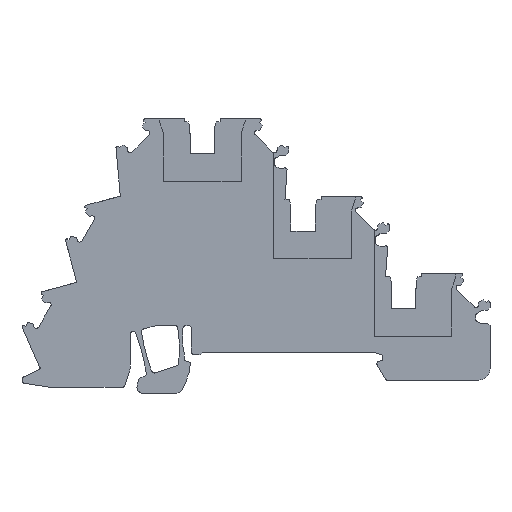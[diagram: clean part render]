
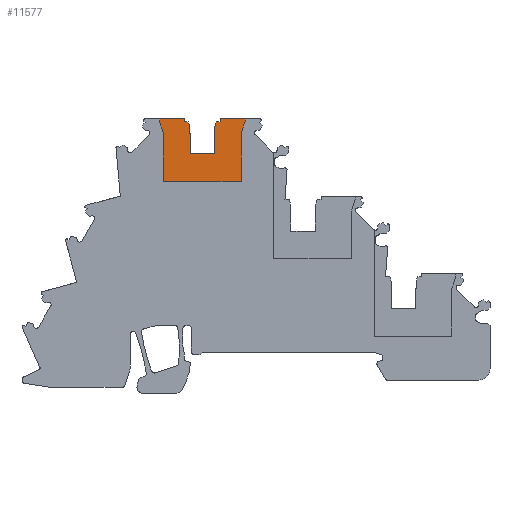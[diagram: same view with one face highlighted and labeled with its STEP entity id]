
A CAD part, left-side view. The second image highlights one B-rep face of the part: STEP entity #11577.
In plain terms, the highlighted planar face has unit normal (-1, 0, 0).
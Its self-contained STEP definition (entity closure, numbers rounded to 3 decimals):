
#11492=AXIS2_PLACEMENT_3D('Plane Axis2P3D',#11489,#11490,#11491) ;
#2435=CARTESIAN_POINT('Vertex',(0.525,58.,48.15)) ;
#2438=CARTESIAN_POINT('Line Origine',(0.525,55.825,48.15)) ;
#2442=CARTESIAN_POINT('Vertex',(0.525,53.65,48.15)) ;
#2487=CARTESIAN_POINT('Vertex',(0.525,53.65,47.6)) ;
#2497=CARTESIAN_POINT('Line Origine',(0.525,53.65,47.875)) ;
#2519=CARTESIAN_POINT('Vertex',(0.525,52.96,47.6)) ;
#2529=CARTESIAN_POINT('Line Origine',(0.525,53.305,47.6)) ;
#2553=CARTESIAN_POINT('Vertex',(0.525,52.7,46.8)) ;
#2561=CARTESIAN_POINT('Line Origine',(0.525,52.83,47.2)) ;
#2585=CARTESIAN_POINT('Vertex',(0.525,52.7,45.5)) ;
#2593=CARTESIAN_POINT('Line Origine',(0.525,52.7,46.15)) ;
#2617=CARTESIAN_POINT('Vertex',(0.525,52.65,45.5)) ;
#2625=CARTESIAN_POINT('Line Origine',(0.525,52.675,45.5)) ;
#2644=CARTESIAN_POINT('Vertex',(0.525,48.3,45.5)) ;
#2658=CARTESIAN_POINT('Vertex',(0.525,48.35,45.5)) ;
#2661=CARTESIAN_POINT('Line Origine',(0.525,48.325,45.5)) ;
#2685=CARTESIAN_POINT('Vertex',(0.525,48.3,46.8)) ;
#2700=CARTESIAN_POINT('Line Origine',(0.525,48.3,46.15)) ;
#2723=CARTESIAN_POINT('Vertex',(0.525,48.04,47.6)) ;
#2733=CARTESIAN_POINT('Line Origine',(0.525,48.17,47.2)) ;
#2751=CARTESIAN_POINT('Vertex',(0.525,47.35,47.6)) ;
#2761=CARTESIAN_POINT('Line Origine',(0.525,47.695,47.6)) ;
#2783=CARTESIAN_POINT('Vertex',(0.525,47.35,48.15)) ;
#2793=CARTESIAN_POINT('Line Origine',(0.525,47.35,47.875)) ;
#2813=CARTESIAN_POINT('Line Origine',(0.525,45.175,48.15)) ;
#2817=CARTESIAN_POINT('Vertex',(0.525,43.,48.15)) ;
#11473=CARTESIAN_POINT('Vertex',(0.525,58.,47.65)) ;
#11476=CARTESIAN_POINT('Line Origine',(0.525,58.,47.9)) ;
#11489=CARTESIAN_POINT('Axis2P3D Location',(0.525,36.4,6.7)) ;
#11494=CARTESIAN_POINT('Line Origine',(0.525,57.662,46.611)) ;
#11498=CARTESIAN_POINT('Vertex',(0.525,57.325,45.573)) ;
#11501=CARTESIAN_POINT('Line Origine',(0.525,57.325,41.361)) ;
#11505=CARTESIAN_POINT('Vertex',(0.525,57.325,37.15)) ;
#11508=CARTESIAN_POINT('Line Origine',(0.525,50.5,37.15)) ;
#11512=CARTESIAN_POINT('Vertex',(0.525,43.675,37.15)) ;
#11515=CARTESIAN_POINT('Line Origine',(0.525,43.675,41.361)) ;
#11519=CARTESIAN_POINT('Vertex',(0.525,43.675,45.573)) ;
#11522=CARTESIAN_POINT('Line Origine',(0.525,43.337,46.611)) ;
#11526=CARTESIAN_POINT('Vertex',(0.525,43.,47.65)) ;
#11529=CARTESIAN_POINT('Line Origine',(0.525,43.,47.9)) ;
#11534=CARTESIAN_POINT('Line Origine',(0.525,48.35,43.75)) ;
#11538=CARTESIAN_POINT('Vertex',(0.525,48.35,42.)) ;
#11541=CARTESIAN_POINT('Line Origine',(0.525,50.5,42.)) ;
#11545=CARTESIAN_POINT('Vertex',(0.525,52.65,42.)) ;
#11548=CARTESIAN_POINT('Line Origine',(0.525,52.65,43.75)) ;
#2439=DIRECTION('Vector Direction',(0.,1.,0.)) ;
#2498=DIRECTION('Vector Direction',(0.,0.,-1.)) ;
#2530=DIRECTION('Vector Direction',(0.,-1.,0.)) ;
#2562=DIRECTION('Vector Direction',(0.,-0.309,-0.951)) ;
#2594=DIRECTION('Vector Direction',(0.,0.,-1.)) ;
#2626=DIRECTION('Vector Direction',(0.,-1.,0.)) ;
#2662=DIRECTION('Vector Direction',(0.,-1.,0.)) ;
#2701=DIRECTION('Vector Direction',(0.,0.,1.)) ;
#2734=DIRECTION('Vector Direction',(0.,-0.309,0.951)) ;
#2762=DIRECTION('Vector Direction',(0.,-1.,0.)) ;
#2794=DIRECTION('Vector Direction',(0.,0.,-1.)) ;
#2814=DIRECTION('Vector Direction',(0.,1.,0.)) ;
#11477=DIRECTION('Vector Direction',(0.,0.,1.)) ;
#11490=DIRECTION('Axis2P3D Direction',(-1.,0.,0.)) ;
#11491=DIRECTION('Axis2P3D XDirection',(0.,1.,0.)) ;
#11495=DIRECTION('Vector Direction',(0.,0.309,0.951)) ;
#11502=DIRECTION('Vector Direction',(0.,0.,1.)) ;
#11509=DIRECTION('Vector Direction',(0.,-1.,0.)) ;
#11516=DIRECTION('Vector Direction',(0.,0.,-1.)) ;
#11523=DIRECTION('Vector Direction',(0.,-0.309,0.951)) ;
#11530=DIRECTION('Vector Direction',(0.,0.,1.)) ;
#11535=DIRECTION('Vector Direction',(0.,0.,1.)) ;
#11542=DIRECTION('Vector Direction',(0.,1.,0.)) ;
#11549=DIRECTION('Vector Direction',(0.,0.,1.)) ;
#2440=VECTOR('Line Direction',#2439,1.) ;
#2499=VECTOR('Line Direction',#2498,1.) ;
#2531=VECTOR('Line Direction',#2530,1.) ;
#2563=VECTOR('Line Direction',#2562,1.) ;
#2595=VECTOR('Line Direction',#2594,1.) ;
#2627=VECTOR('Line Direction',#2626,1.) ;
#2663=VECTOR('Line Direction',#2662,1.) ;
#2702=VECTOR('Line Direction',#2701,1.) ;
#2735=VECTOR('Line Direction',#2734,1.) ;
#2763=VECTOR('Line Direction',#2762,1.) ;
#2795=VECTOR('Line Direction',#2794,1.) ;
#2815=VECTOR('Line Direction',#2814,1.) ;
#11478=VECTOR('Line Direction',#11477,1.) ;
#11496=VECTOR('Line Direction',#11495,1.) ;
#11503=VECTOR('Line Direction',#11502,1.) ;
#11510=VECTOR('Line Direction',#11509,1.) ;
#11517=VECTOR('Line Direction',#11516,1.) ;
#11524=VECTOR('Line Direction',#11523,1.) ;
#11531=VECTOR('Line Direction',#11530,1.) ;
#11536=VECTOR('Line Direction',#11535,1.) ;
#11543=VECTOR('Line Direction',#11542,1.) ;
#11550=VECTOR('Line Direction',#11549,1.) ;
#11554=ORIENTED_EDGE('',*,*,#2444,.T.) ;
#11555=ORIENTED_EDGE('',*,*,#11480,.T.) ;
#11556=ORIENTED_EDGE('',*,*,#11500,.T.) ;
#11557=ORIENTED_EDGE('',*,*,#11507,.T.) ;
#11558=ORIENTED_EDGE('',*,*,#11514,.T.) ;
#11559=ORIENTED_EDGE('',*,*,#11521,.T.) ;
#11560=ORIENTED_EDGE('',*,*,#11528,.T.) ;
#11561=ORIENTED_EDGE('',*,*,#11533,.T.) ;
#11562=ORIENTED_EDGE('',*,*,#2819,.T.) ;
#11563=ORIENTED_EDGE('',*,*,#2797,.T.) ;
#11564=ORIENTED_EDGE('',*,*,#2765,.F.) ;
#11565=ORIENTED_EDGE('',*,*,#2737,.F.) ;
#11566=ORIENTED_EDGE('',*,*,#2704,.F.) ;
#11567=ORIENTED_EDGE('',*,*,#2665,.F.) ;
#11568=ORIENTED_EDGE('',*,*,#11540,.F.) ;
#11569=ORIENTED_EDGE('',*,*,#11547,.T.) ;
#11570=ORIENTED_EDGE('',*,*,#11552,.T.) ;
#11571=ORIENTED_EDGE('',*,*,#2629,.F.) ;
#11572=ORIENTED_EDGE('',*,*,#2597,.F.) ;
#11573=ORIENTED_EDGE('',*,*,#2565,.F.) ;
#11574=ORIENTED_EDGE('',*,*,#2533,.F.) ;
#11575=ORIENTED_EDGE('',*,*,#2501,.F.) ;
#11577=ADVANCED_FACE('KLTR',(#11576),#11493,.T.) ;
#2444=EDGE_CURVE('',#2443,#2436,#2441,.T.) ;
#2501=EDGE_CURVE('',#2443,#2488,#2500,.T.) ;
#2533=EDGE_CURVE('',#2488,#2520,#2532,.T.) ;
#2565=EDGE_CURVE('',#2520,#2554,#2564,.T.) ;
#2597=EDGE_CURVE('',#2554,#2586,#2596,.T.) ;
#2629=EDGE_CURVE('',#2586,#2618,#2628,.T.) ;
#2665=EDGE_CURVE('',#2659,#2645,#2664,.T.) ;
#2704=EDGE_CURVE('',#2645,#2686,#2703,.T.) ;
#2737=EDGE_CURVE('',#2686,#2724,#2736,.T.) ;
#2765=EDGE_CURVE('',#2724,#2752,#2764,.T.) ;
#2797=EDGE_CURVE('',#2784,#2752,#2796,.T.) ;
#2819=EDGE_CURVE('',#2818,#2784,#2816,.T.) ;
#11480=EDGE_CURVE('',#2436,#11474,#11479,.F.) ;
#11500=EDGE_CURVE('',#11474,#11499,#11497,.F.) ;
#11507=EDGE_CURVE('',#11499,#11506,#11504,.F.) ;
#11514=EDGE_CURVE('',#11506,#11513,#11511,.T.) ;
#11521=EDGE_CURVE('',#11513,#11520,#11518,.F.) ;
#11528=EDGE_CURVE('',#11520,#11527,#11525,.T.) ;
#11533=EDGE_CURVE('',#11527,#2818,#11532,.T.) ;
#11540=EDGE_CURVE('',#11539,#2659,#11537,.T.) ;
#11547=EDGE_CURVE('',#11539,#11546,#11544,.T.) ;
#11552=EDGE_CURVE('',#11546,#2618,#11551,.T.) ;
#11553=EDGE_LOOP('',(#11554,#11555,#11556,#11557,#11558,#11559,#11560,#11561,#11562,#11563,#11564,#11565,#11566,#11567,#11568,#11569,#11570,#11571,#11572,#11573,#11574,#11575)) ;
#11576=FACE_OUTER_BOUND('',#11553,.T.) ;
#2441=LINE('Line',#2438,#2440) ;
#2500=LINE('Line',#2497,#2499) ;
#2532=LINE('Line',#2529,#2531) ;
#2564=LINE('Line',#2561,#2563) ;
#2596=LINE('Line',#2593,#2595) ;
#2628=LINE('Line',#2625,#2627) ;
#2664=LINE('Line',#2661,#2663) ;
#2703=LINE('Line',#2700,#2702) ;
#2736=LINE('Line',#2733,#2735) ;
#2764=LINE('Line',#2761,#2763) ;
#2796=LINE('Line',#2793,#2795) ;
#2816=LINE('Line',#2813,#2815) ;
#11479=LINE('Line',#11476,#11478) ;
#11497=LINE('Line',#11494,#11496) ;
#11504=LINE('Line',#11501,#11503) ;
#11511=LINE('Line',#11508,#11510) ;
#11518=LINE('Line',#11515,#11517) ;
#11525=LINE('Line',#11522,#11524) ;
#11532=LINE('Line',#11529,#11531) ;
#11537=LINE('Line',#11534,#11536) ;
#11544=LINE('Line',#11541,#11543) ;
#11551=LINE('Line',#11548,#11550) ;
#11493=PLANE('',#11492) ;
#2436=VERTEX_POINT('',#2435) ;
#2443=VERTEX_POINT('',#2442) ;
#2488=VERTEX_POINT('',#2487) ;
#2520=VERTEX_POINT('',#2519) ;
#2554=VERTEX_POINT('',#2553) ;
#2586=VERTEX_POINT('',#2585) ;
#2618=VERTEX_POINT('',#2617) ;
#2645=VERTEX_POINT('',#2644) ;
#2659=VERTEX_POINT('',#2658) ;
#2686=VERTEX_POINT('',#2685) ;
#2724=VERTEX_POINT('',#2723) ;
#2752=VERTEX_POINT('',#2751) ;
#2784=VERTEX_POINT('',#2783) ;
#2818=VERTEX_POINT('',#2817) ;
#11474=VERTEX_POINT('',#11473) ;
#11499=VERTEX_POINT('',#11498) ;
#11506=VERTEX_POINT('',#11505) ;
#11513=VERTEX_POINT('',#11512) ;
#11520=VERTEX_POINT('',#11519) ;
#11527=VERTEX_POINT('',#11526) ;
#11539=VERTEX_POINT('',#11538) ;
#11546=VERTEX_POINT('',#11545) ;
